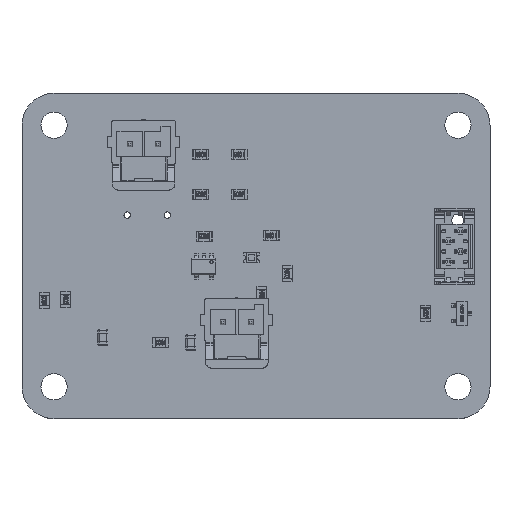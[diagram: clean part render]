
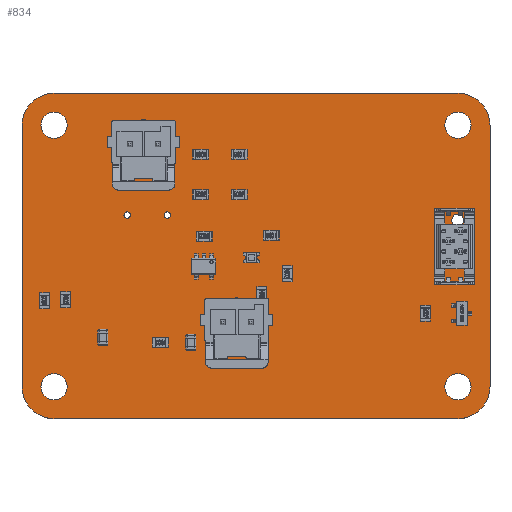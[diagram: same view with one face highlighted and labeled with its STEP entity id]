
A CAD part, top view. The second image highlights one B-rep face of the part: STEP entity #834.
In plain terms, the highlighted planar face has unit normal (0, 0, 1).
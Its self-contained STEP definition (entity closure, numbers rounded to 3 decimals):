
#22 = VERTEX_POINT('',#23);
#23 = CARTESIAN_POINT('',(-29.21,-16.32,0.));
#40 = VERTEX_POINT('',#41);
#41 = CARTESIAN_POINT('',(-29.21,16.32,0.));
#47 = EDGE_CURVE('',#22,#40,#48,.T.);
#48 = LINE('',#49,#50);
#49 = CARTESIAN_POINT('',(-29.21,-16.32,0.));
#50 = VECTOR('',#51,1.);
#51 = DIRECTION('',(0.,1.,0.));
#62 = VERTEX_POINT('',#63);
#63 = CARTESIAN_POINT('',(-25.21,-20.32,0.));
#79 = EDGE_CURVE('',#62,#22,#80,.T.);
#80 = CIRCLE('',#81,4.);
#81 = AXIS2_PLACEMENT_3D('',#82,#83,#84);
#82 = CARTESIAN_POINT('',(-25.21,-16.32,0.));
#83 = DIRECTION('',(0.,0.,-1.));
#84 = DIRECTION('',(0.,-1.,-0.));
#105 = VERTEX_POINT('',#106);
#106 = CARTESIAN_POINT('',(-25.21,20.32,0.));
#112 = EDGE_CURVE('',#40,#105,#113,.T.);
#113 = CIRCLE('',#114,4.);
#114 = AXIS2_PLACEMENT_3D('',#115,#116,#117);
#115 = CARTESIAN_POINT('',(-25.21,16.32,0.));
#116 = DIRECTION('',(0.,0.,-1.));
#117 = DIRECTION('',(-1.,0.,0.));
#128 = VERTEX_POINT('',#129);
#129 = CARTESIAN_POINT('',(25.21,-20.32,0.));
#144 = EDGE_CURVE('',#128,#62,#145,.T.);
#145 = LINE('',#146,#147);
#146 = CARTESIAN_POINT('',(25.21,-20.32,0.));
#147 = VECTOR('',#148,1.);
#148 = DIRECTION('',(-1.,0.,0.));
#168 = VERTEX_POINT('',#169);
#169 = CARTESIAN_POINT('',(25.21,20.32,0.));
#175 = EDGE_CURVE('',#105,#168,#176,.T.);
#176 = LINE('',#177,#178);
#177 = CARTESIAN_POINT('',(-25.21,20.32,0.));
#178 = VECTOR('',#179,1.);
#179 = DIRECTION('',(1.,0.,0.));
#190 = VERTEX_POINT('',#191);
#191 = CARTESIAN_POINT('',(29.21,-16.32,0.));
#207 = EDGE_CURVE('',#190,#128,#208,.T.);
#208 = CIRCLE('',#209,4.);
#209 = AXIS2_PLACEMENT_3D('',#210,#211,#212);
#210 = CARTESIAN_POINT('',(25.21,-16.32,0.));
#211 = DIRECTION('',(0.,0.,-1.));
#212 = DIRECTION('',(1.,0.,0.));
#233 = VERTEX_POINT('',#234);
#234 = CARTESIAN_POINT('',(29.21,16.32,0.));
#240 = EDGE_CURVE('',#168,#233,#241,.T.);
#241 = CIRCLE('',#242,4.);
#242 = AXIS2_PLACEMENT_3D('',#243,#244,#245);
#243 = CARTESIAN_POINT('',(25.21,16.32,0.));
#244 = DIRECTION('',(0.,0.,-1.));
#245 = DIRECTION('',(0.,1.,0.));
#263 = EDGE_CURVE('',#233,#190,#264,.T.);
#264 = LINE('',#265,#266);
#265 = CARTESIAN_POINT('',(29.21,16.32,0.));
#266 = VECTOR('',#267,1.);
#267 = DIRECTION('',(0.,-1.,0.));
#278 = VERTEX_POINT('',#279);
#279 = CARTESIAN_POINT('',(26.612,-0.737,0.));
#295 = EDGE_CURVE('',#278,#278,#296,.T.);
#296 = CIRCLE('',#297,0.4);
#297 = AXIS2_PLACEMENT_3D('',#298,#299,#300);
#298 = CARTESIAN_POINT('',(26.212,-0.737,0.));
#299 = DIRECTION('',(0.,0.,1.));
#300 = DIRECTION('',(1.,0.,0.));
#311 = VERTEX_POINT('',#312);
#312 = CARTESIAN_POINT('',(-0.131,-8.23,0.));
#328 = EDGE_CURVE('',#311,#311,#329,.T.);
#329 = CIRCLE('',#330,0.51);
#330 = AXIS2_PLACEMENT_3D('',#331,#332,#333);
#331 = CARTESIAN_POINT('',(-0.641,-8.23,0.));
#332 = DIRECTION('',(0.,0.,1.));
#333 = DIRECTION('',(1.,0.,0.));
#344 = VERTEX_POINT('',#345);
#345 = CARTESIAN_POINT('',(26.848,16.32,0.));
#361 = EDGE_CURVE('',#344,#344,#362,.T.);
#362 = CIRCLE('',#363,1.638);
#363 = AXIS2_PLACEMENT_3D('',#364,#365,#366);
#364 = CARTESIAN_POINT('',(25.21,16.32,0.));
#365 = DIRECTION('',(0.,0.,1.));
#366 = DIRECTION('',(1.,0.,0.));
#377 = VERTEX_POINT('',#378);
#378 = CARTESIAN_POINT('',(24.072,0.533,0.));
#394 = EDGE_CURVE('',#377,#377,#395,.T.);
#395 = CIRCLE('',#396,0.4);
#396 = AXIS2_PLACEMENT_3D('',#397,#398,#399);
#397 = CARTESIAN_POINT('',(23.672,0.533,0.));
#398 = DIRECTION('',(0.,0.,1.));
#399 = DIRECTION('',(1.,0.,0.));
#410 = VERTEX_POINT('',#411);
#411 = CARTESIAN_POINT('',(26.612,1.803,0.));
#427 = EDGE_CURVE('',#410,#410,#428,.T.);
#428 = CIRCLE('',#429,0.4);
#429 = AXIS2_PLACEMENT_3D('',#430,#431,#432);
#430 = CARTESIAN_POINT('',(26.212,1.803,0.));
#431 = DIRECTION('',(0.,0.,1.));
#432 = DIRECTION('',(1.,0.,0.));
#443 = VERTEX_POINT('',#444);
#444 = CARTESIAN_POINT('',(25.922,4.473,0.));
#460 = EDGE_CURVE('',#443,#443,#461,.T.);
#461 = CIRCLE('',#462,0.75);
#462 = AXIS2_PLACEMENT_3D('',#463,#464,#465);
#463 = CARTESIAN_POINT('',(25.172,4.473,0.));
#464 = DIRECTION('',(0.,0.,1.));
#465 = DIRECTION('',(1.,0.,0.));
#476 = VERTEX_POINT('',#477);
#477 = CARTESIAN_POINT('',(24.072,3.073,0.));
#493 = EDGE_CURVE('',#476,#476,#494,.T.);
#494 = CIRCLE('',#495,0.4);
#495 = AXIS2_PLACEMENT_3D('',#496,#497,#498);
#496 = CARTESIAN_POINT('',(23.672,3.073,0.));
#497 = DIRECTION('',(0.,0.,1.));
#498 = DIRECTION('',(1.,0.,0.));
#509 = VERTEX_POINT('',#510);
#510 = CARTESIAN_POINT('',(-1.591,-6.,0.));
#526 = EDGE_CURVE('',#509,#509,#527,.T.);
#527 = CIRCLE('',#528,0.8);
#528 = AXIS2_PLACEMENT_3D('',#529,#530,#531);
#529 = CARTESIAN_POINT('',(-2.391,-6.,0.));
#530 = DIRECTION('',(0.,0.,1.));
#531 = DIRECTION('',(1.,0.,0.));
#542 = VERTEX_POINT('',#543);
#543 = CARTESIAN_POINT('',(-11.759,13.995,0.));
#559 = EDGE_CURVE('',#542,#542,#560,.T.);
#560 = CIRCLE('',#561,0.51);
#561 = AXIS2_PLACEMENT_3D('',#562,#563,#564);
#562 = CARTESIAN_POINT('',(-12.269,13.995,0.));
#563 = DIRECTION('',(0.,0.,1.));
#564 = DIRECTION('',(1.,0.,0.));
#575 = VERTEX_POINT('',#576);
#576 = CARTESIAN_POINT('',(-10.679,5.105,0.));
#592 = EDGE_CURVE('',#575,#575,#593,.T.);
#593 = CIRCLE('',#594,0.4);
#594 = AXIS2_PLACEMENT_3D('',#595,#596,#597);
#595 = CARTESIAN_POINT('',(-11.079,5.105,0.));
#596 = DIRECTION('',(0.,0.,1.));
#597 = DIRECTION('',(1.,0.,0.));
#608 = VERTEX_POINT('',#609);
#609 = CARTESIAN_POINT('',(-3.631,-8.23,0.));
#625 = EDGE_CURVE('',#608,#608,#626,.T.);
#626 = CIRCLE('',#627,0.51);
#627 = AXIS2_PLACEMENT_3D('',#628,#629,#630);
#628 = CARTESIAN_POINT('',(-4.141,-8.23,0.));
#629 = DIRECTION('',(0.,0.,1.));
#630 = DIRECTION('',(1.,0.,0.));
#641 = VERTEX_POINT('',#642);
#642 = CARTESIAN_POINT('',(26.848,-16.32,0.));
#658 = EDGE_CURVE('',#641,#641,#659,.T.);
#659 = CIRCLE('',#660,1.638);
#660 = AXIS2_PLACEMENT_3D('',#661,#662,#663);
#661 = CARTESIAN_POINT('',(25.21,-16.32,0.));
#662 = DIRECTION('',(0.,0.,1.));
#663 = DIRECTION('',(1.,0.,0.));
#674 = VERTEX_POINT('',#675);
#675 = CARTESIAN_POINT('',(-15.259,13.995,0.));
#691 = EDGE_CURVE('',#674,#674,#692,.T.);
#692 = CIRCLE('',#693,0.51);
#693 = AXIS2_PLACEMENT_3D('',#694,#695,#696);
#694 = CARTESIAN_POINT('',(-15.769,13.995,0.));
#695 = DIRECTION('',(0.,0.,1.));
#696 = DIRECTION('',(1.,0.,0.));
#707 = VERTEX_POINT('',#708);
#708 = CARTESIAN_POINT('',(-15.679,5.105,0.));
#724 = EDGE_CURVE('',#707,#707,#725,.T.);
#725 = CIRCLE('',#726,0.4);
#726 = AXIS2_PLACEMENT_3D('',#727,#728,#729);
#727 = CARTESIAN_POINT('',(-16.079,5.105,0.));
#728 = DIRECTION('',(0.,0.,1.));
#729 = DIRECTION('',(1.,0.,0.));
#740 = VERTEX_POINT('',#741);
#741 = CARTESIAN_POINT('',(-13.219,16.225,0.));
#757 = EDGE_CURVE('',#740,#740,#758,.T.);
#758 = CIRCLE('',#759,0.8);
#759 = AXIS2_PLACEMENT_3D('',#760,#761,#762);
#760 = CARTESIAN_POINT('',(-14.019,16.225,0.));
#761 = DIRECTION('',(0.,0.,1.));
#762 = DIRECTION('',(1.,0.,0.));
#773 = VERTEX_POINT('',#774);
#774 = CARTESIAN_POINT('',(-23.572,-16.32,0.));
#790 = EDGE_CURVE('',#773,#773,#791,.T.);
#791 = CIRCLE('',#792,1.638);
#792 = AXIS2_PLACEMENT_3D('',#793,#794,#795);
#793 = CARTESIAN_POINT('',(-25.21,-16.32,0.));
#794 = DIRECTION('',(0.,0.,1.));
#795 = DIRECTION('',(1.,0.,0.));
#806 = VERTEX_POINT('',#807);
#807 = CARTESIAN_POINT('',(-23.572,16.32,0.));
#823 = EDGE_CURVE('',#806,#806,#824,.T.);
#824 = CIRCLE('',#825,1.638);
#825 = AXIS2_PLACEMENT_3D('',#826,#827,#828);
#826 = CARTESIAN_POINT('',(-25.21,16.32,0.));
#827 = DIRECTION('',(0.,0.,1.));
#828 = DIRECTION('',(1.,0.,0.));
#834 = ADVANCED_FACE('',(#835,#845,#848,#851,#854,#857,#860,#863,#866,
    #869,#872,#875,#878,#881,#884,#887,#890,#893),#896,.T.);
#835 = FACE_BOUND('',#836,.T.);
#836 = EDGE_LOOP('',(#837,#838,#839,#840,#841,#842,#843,#844));
#837 = ORIENTED_EDGE('',*,*,#47,.F.);
#838 = ORIENTED_EDGE('',*,*,#79,.F.);
#839 = ORIENTED_EDGE('',*,*,#144,.F.);
#840 = ORIENTED_EDGE('',*,*,#207,.F.);
#841 = ORIENTED_EDGE('',*,*,#263,.F.);
#842 = ORIENTED_EDGE('',*,*,#240,.F.);
#843 = ORIENTED_EDGE('',*,*,#175,.F.);
#844 = ORIENTED_EDGE('',*,*,#112,.F.);
#845 = FACE_BOUND('',#846,.T.);
#846 = EDGE_LOOP('',(#847));
#847 = ORIENTED_EDGE('',*,*,#295,.F.);
#848 = FACE_BOUND('',#849,.T.);
#849 = EDGE_LOOP('',(#850));
#850 = ORIENTED_EDGE('',*,*,#328,.F.);
#851 = FACE_BOUND('',#852,.T.);
#852 = EDGE_LOOP('',(#853));
#853 = ORIENTED_EDGE('',*,*,#361,.F.);
#854 = FACE_BOUND('',#855,.T.);
#855 = EDGE_LOOP('',(#856));
#856 = ORIENTED_EDGE('',*,*,#394,.F.);
#857 = FACE_BOUND('',#858,.T.);
#858 = EDGE_LOOP('',(#859));
#859 = ORIENTED_EDGE('',*,*,#427,.F.);
#860 = FACE_BOUND('',#861,.T.);
#861 = EDGE_LOOP('',(#862));
#862 = ORIENTED_EDGE('',*,*,#460,.F.);
#863 = FACE_BOUND('',#864,.T.);
#864 = EDGE_LOOP('',(#865));
#865 = ORIENTED_EDGE('',*,*,#493,.F.);
#866 = FACE_BOUND('',#867,.T.);
#867 = EDGE_LOOP('',(#868));
#868 = ORIENTED_EDGE('',*,*,#526,.F.);
#869 = FACE_BOUND('',#870,.T.);
#870 = EDGE_LOOP('',(#871));
#871 = ORIENTED_EDGE('',*,*,#559,.F.);
#872 = FACE_BOUND('',#873,.T.);
#873 = EDGE_LOOP('',(#874));
#874 = ORIENTED_EDGE('',*,*,#592,.F.);
#875 = FACE_BOUND('',#876,.T.);
#876 = EDGE_LOOP('',(#877));
#877 = ORIENTED_EDGE('',*,*,#625,.F.);
#878 = FACE_BOUND('',#879,.T.);
#879 = EDGE_LOOP('',(#880));
#880 = ORIENTED_EDGE('',*,*,#658,.F.);
#881 = FACE_BOUND('',#882,.T.);
#882 = EDGE_LOOP('',(#883));
#883 = ORIENTED_EDGE('',*,*,#691,.F.);
#884 = FACE_BOUND('',#885,.T.);
#885 = EDGE_LOOP('',(#886));
#886 = ORIENTED_EDGE('',*,*,#724,.F.);
#887 = FACE_BOUND('',#888,.T.);
#888 = EDGE_LOOP('',(#889));
#889 = ORIENTED_EDGE('',*,*,#757,.F.);
#890 = FACE_BOUND('',#891,.T.);
#891 = EDGE_LOOP('',(#892));
#892 = ORIENTED_EDGE('',*,*,#790,.F.);
#893 = FACE_BOUND('',#894,.T.);
#894 = EDGE_LOOP('',(#895));
#895 = ORIENTED_EDGE('',*,*,#823,.F.);
#896 = PLANE('',#897);
#897 = AXIS2_PLACEMENT_3D('',#898,#899,#900);
#898 = CARTESIAN_POINT('',(-29.21,-16.32,0.));
#899 = DIRECTION('',(0.,0.,1.));
#900 = DIRECTION('',(1.,0.,0.));
